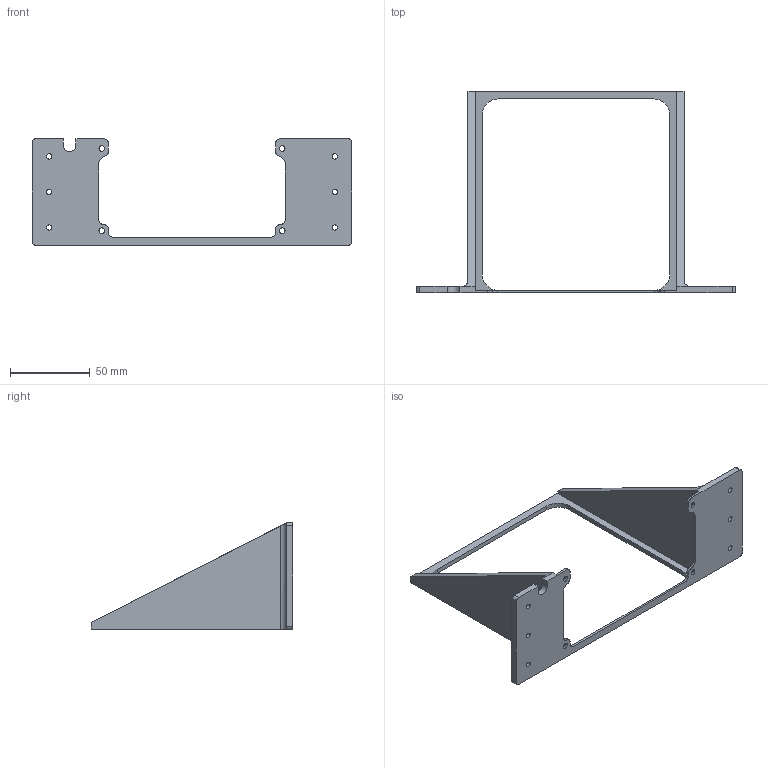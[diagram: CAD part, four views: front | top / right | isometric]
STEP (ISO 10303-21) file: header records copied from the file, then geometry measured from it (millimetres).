
FILE_DESCRIPTION(('HOOPS Exchange Step'),'2;1');
FILE_NAME('temp_export','2025-09-13T18:28:53+02:00',('cb'),('Shapr3D Limited'),'HOOPS Exchange 2025.5','Shapr3D','Authorized');
FILE_SCHEMA( ('AP242_MANAGED_MODEL_BASED_3D_ENGINEERING_MIM_LF {1 0 10303 442 1 1 4}') );
Length unit declared in the file: millimetre
Products named in the file (1): 1.5U-Tray-SFX-L (1)
Bounding box: 199.8 x 126.5 x 66.7 mm (x, y, z)
Volume: 66251.7 mm3; surface area: 37954.7 mm2
Topology: 1 solids, 1 shells, 65 faces, 204 edges, 140 vertices
Faces by surface type: cylinder 33, plane 32
Full cylindrical faces by diameter (mm): 3.3 x6, 3.5 x4
Entity records: 2394 total; most frequent: DIRECTION 418, CARTESIAN_POINT 411, ORIENTED_EDGE 408, EDGE_CURVE 204, AXIS2_PLACEMENT_3D 147, VERTEX_POINT 140, VECTOR 124, LINE 124
